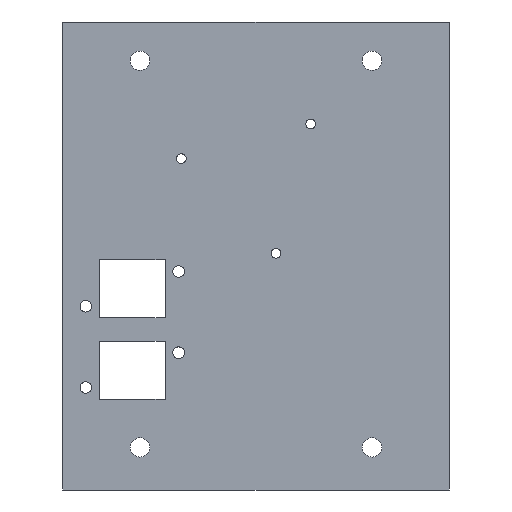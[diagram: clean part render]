
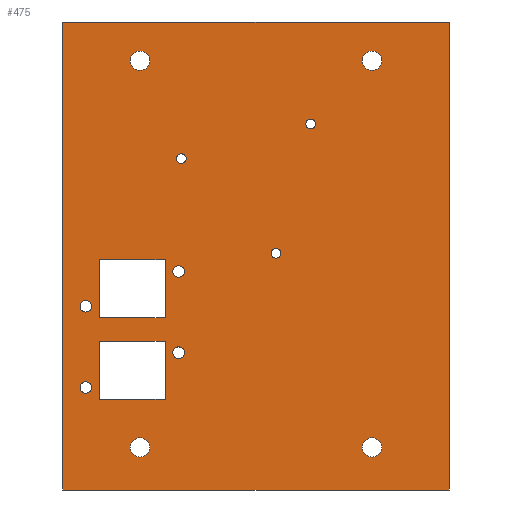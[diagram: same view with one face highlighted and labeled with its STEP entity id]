
A CAD part, top view. The second image highlights one B-rep face of the part: STEP entity #475.
In plain terms, the highlighted planar face has unit normal (0, 0, 1).
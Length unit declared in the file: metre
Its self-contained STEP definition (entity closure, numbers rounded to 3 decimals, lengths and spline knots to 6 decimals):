
#23=LINE('',#716,#59);
#24=LINE('',#719,#60);
#25=LINE('',#721,#61);
#26=LINE('',#723,#62);
#27=LINE('',#724,#63);
#28=LINE('',#727,#64);
#29=LINE('',#729,#65);
#30=LINE('',#731,#66);
#31=LINE('',#732,#67);
#32=LINE('',#735,#68);
#33=LINE('',#737,#69);
#34=LINE('',#739,#70);
#59=VECTOR('',#586,1.);
#60=VECTOR('',#587,1.);
#61=VECTOR('',#588,1.);
#62=VECTOR('',#589,1.);
#63=VECTOR('',#590,1.);
#64=VECTOR('',#591,1.);
#65=VECTOR('',#592,1.);
#66=VECTOR('',#593,1.);
#67=VECTOR('',#594,1.);
#68=VECTOR('',#595,1.);
#69=VECTOR('',#596,1.);
#70=VECTOR('',#597,1.);
#95=ORIENTED_EDGE('',*,*,#211,.T.);
#96=ORIENTED_EDGE('',*,*,#212,.T.);
#97=ORIENTED_EDGE('',*,*,#213,.T.);
#98=ORIENTED_EDGE('',*,*,#214,.F.);
#99=ORIENTED_EDGE('',*,*,#215,.F.);
#100=ORIENTED_EDGE('',*,*,#216,.F.);
#101=ORIENTED_EDGE('',*,*,#217,.F.);
#102=ORIENTED_EDGE('',*,*,#218,.F.);
#103=ORIENTED_EDGE('',*,*,#219,.F.);
#104=ORIENTED_EDGE('',*,*,#220,.F.);
#105=ORIENTED_EDGE('',*,*,#221,.F.);
#106=ORIENTED_EDGE('',*,*,#222,.F.);
#107=ORIENTED_EDGE('',*,*,#223,.T.);
#108=ORIENTED_EDGE('',*,*,#224,.T.);
#109=ORIENTED_EDGE('',*,*,#225,.F.);
#110=ORIENTED_EDGE('',*,*,#226,.T.);
#111=ORIENTED_EDGE('',*,*,#227,.T.);
#112=ORIENTED_EDGE('',*,*,#228,.F.);
#113=ORIENTED_EDGE('',*,*,#229,.F.);
#114=ORIENTED_EDGE('',*,*,#230,.T.);
#115=ORIENTED_EDGE('',*,*,#231,.T.);
#116=ORIENTED_EDGE('',*,*,#232,.F.);
#117=ORIENTED_EDGE('',*,*,#233,.F.);
#211=EDGE_CURVE('',#269,#269,#315,.F.);
#212=EDGE_CURVE('',#270,#270,#316,.F.);
#213=EDGE_CURVE('',#271,#271,#317,.F.);
#214=EDGE_CURVE('',#272,#272,#318,.T.);
#215=EDGE_CURVE('',#273,#273,#319,.T.);
#216=EDGE_CURVE('',#274,#274,#320,.T.);
#217=EDGE_CURVE('',#275,#275,#321,.T.);
#218=EDGE_CURVE('',#276,#276,#322,.T.);
#219=EDGE_CURVE('',#277,#277,#323,.T.);
#220=EDGE_CURVE('',#278,#278,#324,.T.);
#221=EDGE_CURVE('',#279,#279,#325,.T.);
#222=EDGE_CURVE('',#280,#281,#23,.T.);
#223=EDGE_CURVE('',#280,#282,#24,.T.);
#224=EDGE_CURVE('',#282,#283,#25,.T.);
#225=EDGE_CURVE('',#281,#283,#26,.T.);
#226=EDGE_CURVE('',#284,#285,#27,.T.);
#227=EDGE_CURVE('',#285,#286,#28,.T.);
#228=EDGE_CURVE('',#287,#286,#29,.T.);
#229=EDGE_CURVE('',#284,#287,#30,.T.);
#230=EDGE_CURVE('',#288,#289,#31,.T.);
#231=EDGE_CURVE('',#289,#290,#32,.T.);
#232=EDGE_CURVE('',#291,#290,#33,.T.);
#233=EDGE_CURVE('',#288,#291,#34,.T.);
#269=VERTEX_POINT('',#695);
#270=VERTEX_POINT('',#697);
#271=VERTEX_POINT('',#699);
#272=VERTEX_POINT('',#701);
#273=VERTEX_POINT('',#703);
#274=VERTEX_POINT('',#705);
#275=VERTEX_POINT('',#707);
#276=VERTEX_POINT('',#709);
#277=VERTEX_POINT('',#711);
#278=VERTEX_POINT('',#713);
#279=VERTEX_POINT('',#715);
#280=VERTEX_POINT('',#717);
#281=VERTEX_POINT('',#718);
#282=VERTEX_POINT('',#720);
#283=VERTEX_POINT('',#722);
#284=VERTEX_POINT('',#725);
#285=VERTEX_POINT('',#726);
#286=VERTEX_POINT('',#728);
#287=VERTEX_POINT('',#730);
#288=VERTEX_POINT('',#733);
#289=VERTEX_POINT('',#734);
#290=VERTEX_POINT('',#736);
#291=VERTEX_POINT('',#738);
#315=CIRCLE('',#514,0.00125);
#316=CIRCLE('',#515,0.00125);
#317=CIRCLE('',#516,0.00125);
#318=CIRCLE('',#517,0.0015);
#319=CIRCLE('',#518,0.0015);
#320=CIRCLE('',#519,0.0015);
#321=CIRCLE('',#520,0.0015);
#322=CIRCLE('',#521,0.0025);
#323=CIRCLE('',#522,0.0025);
#324=CIRCLE('',#523,0.0025);
#325=CIRCLE('',#524,0.0025);
#337=EDGE_LOOP('',(#95));
#338=EDGE_LOOP('',(#96));
#339=EDGE_LOOP('',(#97));
#340=EDGE_LOOP('',(#98));
#341=EDGE_LOOP('',(#99));
#342=EDGE_LOOP('',(#100));
#343=EDGE_LOOP('',(#101));
#344=EDGE_LOOP('',(#102));
#345=EDGE_LOOP('',(#103));
#346=EDGE_LOOP('',(#104));
#347=EDGE_LOOP('',(#105));
#348=EDGE_LOOP('',(#106,#107,#108,#109));
#349=EDGE_LOOP('',(#110,#111,#112,#113));
#350=EDGE_LOOP('',(#114,#115,#116,#117));
#399=FACE_BOUND('',#337,.T.);
#400=FACE_BOUND('',#338,.T.);
#401=FACE_BOUND('',#339,.T.);
#402=FACE_BOUND('',#340,.T.);
#403=FACE_BOUND('',#341,.T.);
#404=FACE_BOUND('',#342,.T.);
#405=FACE_BOUND('',#343,.T.);
#406=FACE_BOUND('',#344,.T.);
#407=FACE_BOUND('',#345,.T.);
#408=FACE_BOUND('',#346,.T.);
#409=FACE_BOUND('',#347,.T.);
#410=FACE_BOUND('',#348,.T.);
#411=FACE_BOUND('',#349,.T.);
#412=FACE_BOUND('',#350,.T.);
#461=PLANE('',#513);
#475=ADVANCED_FACE('',(#399,#400,#401,#402,#403,#404,#405,#406,#407,#408,
#409,#410,#411,#412),#461,.T.);
#513=AXIS2_PLACEMENT_3D('',#693,#562,#563);
#514=AXIS2_PLACEMENT_3D('',#694,#564,#565);
#515=AXIS2_PLACEMENT_3D('',#696,#566,#567);
#516=AXIS2_PLACEMENT_3D('',#698,#568,#569);
#517=AXIS2_PLACEMENT_3D('',#700,#570,#571);
#518=AXIS2_PLACEMENT_3D('',#702,#572,#573);
#519=AXIS2_PLACEMENT_3D('',#704,#574,#575);
#520=AXIS2_PLACEMENT_3D('',#706,#576,#577);
#521=AXIS2_PLACEMENT_3D('',#708,#578,#579);
#522=AXIS2_PLACEMENT_3D('',#710,#580,#581);
#523=AXIS2_PLACEMENT_3D('',#712,#582,#583);
#524=AXIS2_PLACEMENT_3D('',#714,#584,#585);
#562=DIRECTION('',(0.,0.,1.));
#563=DIRECTION('',(1.,0.,0.));
#564=DIRECTION('',(0.,0.,1.));
#565=DIRECTION('',(1.,0.,0.));
#566=DIRECTION('',(0.,0.,1.));
#567=DIRECTION('',(1.,0.,0.));
#568=DIRECTION('',(0.,0.,1.));
#569=DIRECTION('',(1.,0.,0.));
#570=DIRECTION('',(0.,0.,1.));
#571=DIRECTION('',(1.,0.,0.));
#572=DIRECTION('',(0.,0.,1.));
#573=DIRECTION('',(1.,0.,0.));
#574=DIRECTION('',(0.,0.,1.));
#575=DIRECTION('',(1.,0.,0.));
#576=DIRECTION('',(0.,0.,1.));
#577=DIRECTION('',(1.,0.,0.));
#578=DIRECTION('',(0.,0.,1.));
#579=DIRECTION('',(1.,0.,0.));
#580=DIRECTION('',(0.,0.,1.));
#581=DIRECTION('',(1.,0.,0.));
#582=DIRECTION('',(0.,0.,1.));
#583=DIRECTION('',(1.,0.,0.));
#584=DIRECTION('',(0.,0.,1.));
#585=DIRECTION('',(1.,0.,0.));
#586=DIRECTION('',(-1.,0.,0.));
#587=DIRECTION('',(0.,1.,0.));
#588=DIRECTION('',(-1.,0.,0.));
#589=DIRECTION('',(0.,1.,0.));
#590=DIRECTION('',(0.,1.,0.));
#591=DIRECTION('',(1.,0.,0.));
#592=DIRECTION('',(0.,1.,0.));
#593=DIRECTION('',(1.,0.,0.));
#594=DIRECTION('',(0.,1.,0.));
#595=DIRECTION('',(1.,0.,0.));
#596=DIRECTION('',(0.,1.,0.));
#597=DIRECTION('',(1.,0.,0.));
#693=CARTESIAN_POINT('',(0.,0.,0.003));
#694=CARTESIAN_POINT('',(-0.019319,0.025176,0.003));
#695=CARTESIAN_POINT('',(-0.018069,0.025176,0.003));
#696=CARTESIAN_POINT('',(0.005176,0.000681,0.003));
#697=CARTESIAN_POINT('',(0.006426,0.000681,0.003));
#698=CARTESIAN_POINT('',(0.014142,0.034142,0.003));
#699=CARTESIAN_POINT('',(0.015392,0.034142,0.003));
#700=CARTESIAN_POINT('',(-0.044,-0.013,0.003));
#701=CARTESIAN_POINT('',(-0.0425,-0.013,0.003));
#702=CARTESIAN_POINT('',(-0.02,-0.004,0.003));
#703=CARTESIAN_POINT('',(-0.0185,-0.004,0.003));
#704=CARTESIAN_POINT('',(-0.044,-0.034,0.003));
#705=CARTESIAN_POINT('',(-0.0425,-0.034,0.003));
#706=CARTESIAN_POINT('',(-0.02,-0.025,0.003));
#707=CARTESIAN_POINT('',(-0.0185,-0.025,0.003));
#708=CARTESIAN_POINT('',(0.03,0.0505,0.003));
#709=CARTESIAN_POINT('',(0.0325,0.0505,0.003));
#710=CARTESIAN_POINT('',(-0.03,0.0505,0.003));
#711=CARTESIAN_POINT('',(-0.0275,0.0505,0.003));
#712=CARTESIAN_POINT('',(-0.03,-0.0495,0.003));
#713=CARTESIAN_POINT('',(-0.0275,-0.0495,0.003));
#714=CARTESIAN_POINT('',(0.03,-0.0495,0.003));
#715=CARTESIAN_POINT('',(0.0325,-0.0495,0.003));
#716=CARTESIAN_POINT('',(0.,-0.0605,0.003));
#717=CARTESIAN_POINT('',(0.05,-0.0605,0.003));
#718=CARTESIAN_POINT('',(-0.05,-0.0605,0.003));
#719=CARTESIAN_POINT('',(0.05,0.,0.003));
#720=CARTESIAN_POINT('',(0.05,0.0605,0.003));
#721=CARTESIAN_POINT('',(0.,0.0605,0.003));
#722=CARTESIAN_POINT('',(-0.05,0.0605,0.003));
#723=CARTESIAN_POINT('',(-0.05,0.,0.003));
#724=CARTESIAN_POINT('',(-0.0405,0.,0.003));
#725=CARTESIAN_POINT('',(-0.0405,-0.016,0.003));
#726=CARTESIAN_POINT('',(-0.0405,-0.001,0.003));
#727=CARTESIAN_POINT('',(0.,-0.001,0.003));
#728=CARTESIAN_POINT('',(-0.0235,-0.001,0.003));
#729=CARTESIAN_POINT('',(-0.0235,0.,0.003));
#730=CARTESIAN_POINT('',(-0.0235,-0.016,0.003));
#731=CARTESIAN_POINT('',(0.,-0.016,0.003));
#732=CARTESIAN_POINT('',(-0.0405,0.,0.003));
#733=CARTESIAN_POINT('',(-0.0405,-0.037,0.003));
#734=CARTESIAN_POINT('',(-0.0405,-0.022,0.003));
#735=CARTESIAN_POINT('',(0.,-0.022,0.003));
#736=CARTESIAN_POINT('',(-0.0235,-0.022,0.003));
#737=CARTESIAN_POINT('',(-0.0235,0.,0.003));
#738=CARTESIAN_POINT('',(-0.0235,-0.037,0.003));
#739=CARTESIAN_POINT('',(0.,-0.037,0.003));
